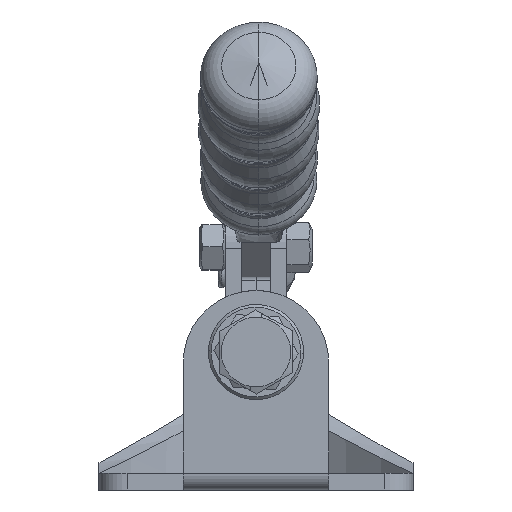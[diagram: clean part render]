
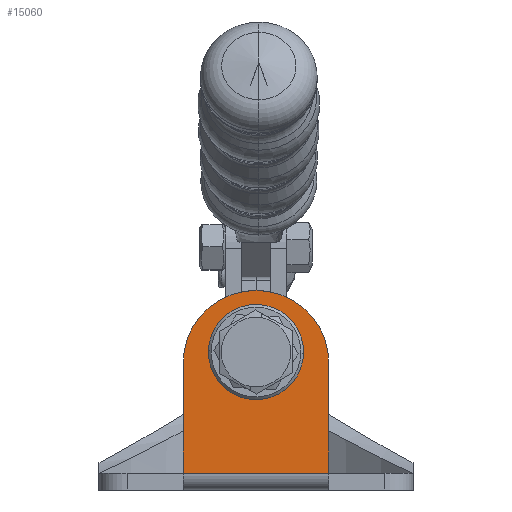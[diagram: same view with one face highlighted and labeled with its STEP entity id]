
A CAD part, left-side view. The second image highlights one B-rep face of the part: STEP entity #15060.
In plain terms, the highlighted planar face has unit normal (-1, 0, 0).
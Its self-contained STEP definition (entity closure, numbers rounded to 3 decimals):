
#5903 = VERTEX_POINT ( 'NONE', #41051 ) ;
#15048 = EDGE_LOOP ( 'NONE', ( #15067, #15080, #15074, #15076, #15053 ) ) ;
#15049 = ORIENTED_EDGE ( 'NONE', *, *, #40757, .F. ) ;
#15050 = ORIENTED_EDGE ( 'NONE', *, *, #15052, .F. ) ;
#15051 = EDGE_LOOP ( 'NONE', ( #15050, #15049 ) ) ;
#15052 = EDGE_CURVE ( 'NONE', #40759, #40753, #24652, .T. ) ;
#15053 = ORIENTED_EDGE ( 'NONE', *, *, #15057, .T. ) ;
#15057 = EDGE_CURVE ( 'NONE', #15058, #5903, #24638, .T. ) ;
#15058 = VERTEX_POINT ( 'NONE', #24634 ) ;
#15060 = ADVANCED_FACE ( 'NONE', ( #24633, #24632 ), #24694, .T. ) ;
#15067 = ORIENTED_EDGE ( 'NONE', *, *, #15078, .T. ) ;
#15072 = EDGE_CURVE ( 'NONE', #15079, #15075, #24672, .T. ) ;
#15073 = VERTEX_POINT ( 'NONE', #24668 ) ;
#15074 = ORIENTED_EDGE ( 'NONE', *, *, #15081, .F. ) ;
#15075 = VERTEX_POINT ( 'NONE', #24667 ) ;
#15076 = ORIENTED_EDGE ( 'NONE', *, *, #15077, .T. ) ;
#15077 = EDGE_CURVE ( 'NONE', #15073, #15058, #24666, .T. ) ;
#15078 = EDGE_CURVE ( 'NONE', #5903, #15079, #24725, .T. ) ;
#15079 = VERTEX_POINT ( 'NONE', #24720 ) ;
#15080 = ORIENTED_EDGE ( 'NONE', *, *, #15072, .T. ) ;
#15081 = EDGE_CURVE ( 'NONE', #15073, #15075, #24719, .T. ) ;
#24632 = FACE_OUTER_BOUND ( 'NONE', #15048, .T. ) ;
#24633 = FACE_BOUND ( 'NONE', #15051, .T. ) ;
#24634 = CARTESIAN_POINT ( 'NONE',  ( -43.296, -13., 3. ) ) ;
#24635 = DIRECTION ( 'NONE',  ( 0., 0., 1. ) ) ;
#24636 = VECTOR ( 'NONE', #24635, 1000. ) ;
#24637 = CARTESIAN_POINT ( 'NONE',  ( -43.296, -13., 0. ) ) ;
#24638 = LINE ( 'NONE', #24637, #24636 ) ;
#24644 = DIRECTION ( 'NONE',  ( 0., 0., 1. ) ) ;
#24645 = DIRECTION ( 'NONE',  ( -1., 0., 0. ) ) ;
#24646 = CARTESIAN_POINT ( 'NONE',  ( -43.296, 0., 24.6 ) ) ;
#24647 = AXIS2_PLACEMENT_3D ( 'NONE', #24646, #24645, #24644 ) ;
#24652 = CIRCLE ( 'NONE', #24647, 7.25 ) ;
#24663 = DIRECTION ( 'NONE',  ( 0., -1., 0. ) ) ;
#24664 = VECTOR ( 'NONE', #24663, 1000. ) ;
#24665 = CARTESIAN_POINT ( 'NONE',  ( -43.296, -13., 3. ) ) ;
#24666 = LINE ( 'NONE', #24665, #24664 ) ;
#24667 = CARTESIAN_POINT ( 'NONE',  ( -43.296, 13., 22.6 ) ) ;
#24668 = CARTESIAN_POINT ( 'NONE',  ( -43.296, 13., 3. ) ) ;
#24669 = DIRECTION ( 'NONE',  ( 0., 0., 1. ) ) ;
#24670 = DIRECTION ( 'NONE',  ( -1., 0., 0. ) ) ;
#24671 = AXIS2_PLACEMENT_3D ( 'NONE', #24676, #24670, #24669 ) ;
#24672 = CIRCLE ( 'NONE', #24671, 13. ) ;
#24676 = CARTESIAN_POINT ( 'NONE',  ( -43.296, 0., 22.6 ) ) ;
#24690 = DIRECTION ( 'NONE',  ( 0., 0., 1. ) ) ;
#24691 = DIRECTION ( 'NONE',  ( -1., 0., 0. ) ) ;
#24692 = CARTESIAN_POINT ( 'NONE',  ( -43.296, 0., 0. ) ) ;
#24693 = AXIS2_PLACEMENT_3D ( 'NONE', #24692, #24691, #24690 ) ;
#24694 = PLANE ( 'NONE',  #24693 ) ;
#24716 = DIRECTION ( 'NONE',  ( 0., 0., 1. ) ) ;
#24717 = VECTOR ( 'NONE', #24716, 1000. ) ;
#24718 = CARTESIAN_POINT ( 'NONE',  ( -43.296, 13., 0. ) ) ;
#24719 = LINE ( 'NONE', #24718, #24717 ) ;
#24720 = CARTESIAN_POINT ( 'NONE',  ( -43.296, 0., 35.6 ) ) ;
#24721 = DIRECTION ( 'NONE',  ( 0., 0., 1. ) ) ;
#24722 = DIRECTION ( 'NONE',  ( -1., 0., 0. ) ) ;
#24723 = CARTESIAN_POINT ( 'NONE',  ( -43.296, 0., 22.6 ) ) ;
#24724 = AXIS2_PLACEMENT_3D ( 'NONE', #24723, #24722, #24721 ) ;
#24725 = CIRCLE ( 'NONE', #24724, 13. ) ;
#28597 = CARTESIAN_POINT ( 'NONE',  ( -43.296, 0., 31.85 ) ) ;
#28599 = DIRECTION ( 'NONE',  ( 0., 0., 1. ) ) ;
#28601 = DIRECTION ( 'NONE',  ( -1., 0., 0. ) ) ;
#28603 = CARTESIAN_POINT ( 'NONE',  ( -43.296, 0., 24.6 ) ) ;
#28604 = AXIS2_PLACEMENT_3D ( 'NONE', #28603, #28601, #28599 ) ;
#28606 = CIRCLE ( 'NONE', #28604, 7.25 ) ;
#28613 = CARTESIAN_POINT ( 'NONE',  ( -43.296, 0., 17.35 ) ) ;
#40753 = VERTEX_POINT ( 'NONE', #28613 ) ;
#40757 = EDGE_CURVE ( 'NONE', #40753, #40759, #28606, .T. ) ;
#40759 = VERTEX_POINT ( 'NONE', #28597 ) ;
#41051 = CARTESIAN_POINT ( 'NONE',  ( -43.296, -13., 22.6 ) ) ;
